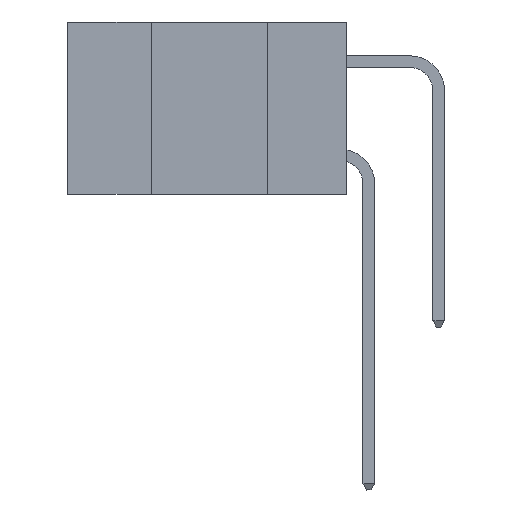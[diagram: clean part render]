
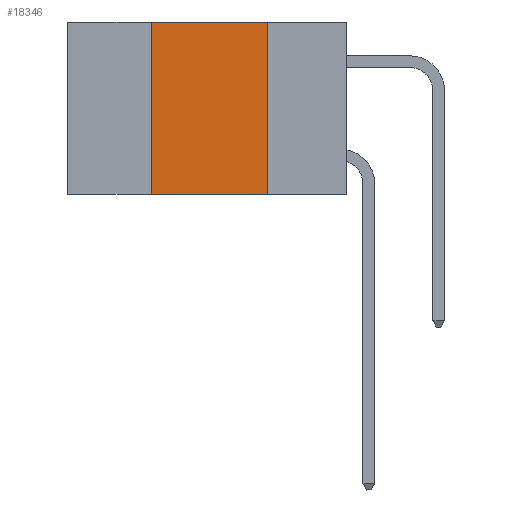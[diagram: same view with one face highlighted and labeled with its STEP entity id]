
A CAD part, left-side view. The second image highlights one B-rep face of the part: STEP entity #18346.
In plain terms, the highlighted planar face has unit normal (-1, 0, 0).
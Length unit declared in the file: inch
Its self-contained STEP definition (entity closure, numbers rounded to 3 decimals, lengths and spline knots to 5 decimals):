
#785 = EDGE_LOOP ( 'NONE', ( #9734, #6594, #13303, #2035 ) ) ;
#1034 = CARTESIAN_POINT ( 'NONE',  ( 0., 0.17, 0. ) ) ;
#1162 = DIRECTION ( 'NONE',  ( 0., -1., 0. ) ) ;
#2035 = ORIENTED_EDGE ( 'NONE', *, *, #3552, .T. ) ;
#2047 = VERTEX_POINT ( 'NONE', #5239 ) ;
#2864 = VERTEX_POINT ( 'NONE', #16014 ) ;
#3552 = EDGE_CURVE ( 'NONE', #2864, #9017, #7782, .T. ) ;
#3896 = DIRECTION ( 'NONE',  ( 1., 0., 0. ) ) ;
#3959 = DIRECTION ( 'NONE',  ( 0., 0., -1. ) ) ;
#4060 = EDGE_CURVE ( 'NONE', #11601, #9017, #5555, .T. ) ;
#5187 = EDGE_CURVE ( 'NONE', #2864, #2047, #15338, .T. ) ;
#5239 = CARTESIAN_POINT ( 'NONE',  ( 0., 0.42, 0. ) ) ;
#5454 = CARTESIAN_POINT ( 'NONE',  ( 0., 0.17, 0. ) ) ;
#5555 = LINE ( 'NONE', #5454, #12238 ) ;
#5592 = CARTESIAN_POINT ( 'NONE',  ( 0., 0.6, 0. ) ) ;
#5828 = AXIS2_PLACEMENT_3D ( 'NONE', #9461, #3896, #3959 ) ;
#6594 = ORIENTED_EDGE ( 'NONE', *, *, #7762, .F. ) ;
#7762 = EDGE_CURVE ( 'NONE', #2047, #11601, #17714, .T. ) ;
#7782 = LINE ( 'NONE', #13035, #10232 ) ;
#9017 = VERTEX_POINT ( 'NONE', #14554 ) ;
#9461 = CARTESIAN_POINT ( 'NONE',  ( 0., 0.6, 0. ) ) ;
#9734 = ORIENTED_EDGE ( 'NONE', *, *, #4060, .F. ) ;
#10232 = VECTOR ( 'NONE', #11715, 39.37008 ) ;
#10599 = FACE_OUTER_BOUND ( 'NONE', #785, .T. ) ;
#11424 = VECTOR ( 'NONE', #1162, 39.37008 ) ;
#11601 = VERTEX_POINT ( 'NONE', #1034 ) ;
#11715 = DIRECTION ( 'NONE',  ( 0., -1., 0. ) ) ;
#12238 = VECTOR ( 'NONE', #17940, 39.37008 ) ;
#12983 = DIRECTION ( 'NONE',  ( 0., 0., 1. ) ) ;
#13035 = CARTESIAN_POINT ( 'NONE',  ( 0., 0.6, -0.37 ) ) ;
#13303 = ORIENTED_EDGE ( 'NONE', *, *, #5187, .F. ) ;
#13628 = PLANE ( 'NONE',  #5828 ) ;
#14436 = CARTESIAN_POINT ( 'NONE',  ( 0., 0.42, 0. ) ) ;
#14554 = CARTESIAN_POINT ( 'NONE',  ( 0., 0.17, -0.37 ) ) ;
#15338 = LINE ( 'NONE', #14436, #15577 ) ;
#15577 = VECTOR ( 'NONE', #12983, 39.37008 ) ;
#16014 = CARTESIAN_POINT ( 'NONE',  ( 0., 0.42, -0.37 ) ) ;
#17714 = LINE ( 'NONE', #5592, #11424 ) ;
#17940 = DIRECTION ( 'NONE',  ( 0., 0., -1. ) ) ;
#18346 = ADVANCED_FACE ( 'NONE', ( #10599 ), #13628, .F. ) ;
